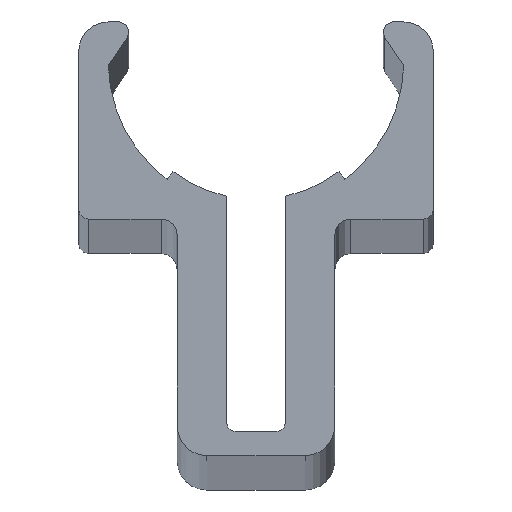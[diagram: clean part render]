
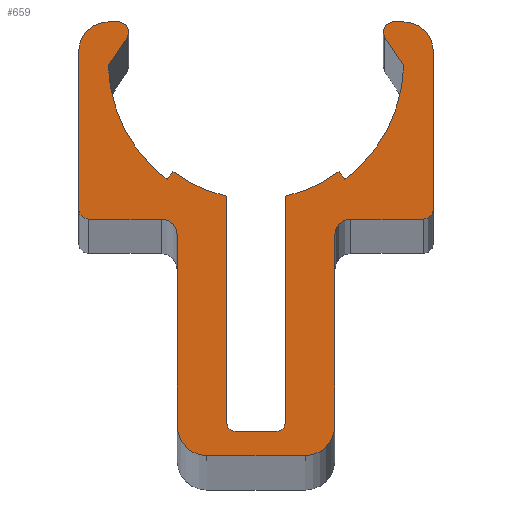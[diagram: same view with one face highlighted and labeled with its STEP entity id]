
A CAD part, top view. The second image highlights one B-rep face of the part: STEP entity #659.
In plain terms, the highlighted planar face has unit normal (0, 0, 1).
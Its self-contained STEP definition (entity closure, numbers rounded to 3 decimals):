
#29=PLANE($,#728);
#63=FACE_OUTER_BOUND($,#97,.T.);
#97=EDGE_LOOP($,(#547,#548,#549,#550,#551,#552,#553,#554,#555,#556,#557,
#558,#559,#560,#561,#562,#563,#564,#565,#566,#567,#568,#569,#570,#571,#572,
#573,#574,#575,#576,#577,#578));
#102=LINE($,#942,#166);
#106=LINE($,#954,#170);
#110=LINE($,#966,#174);
#114=LINE($,#978,#178);
#118=LINE($,#990,#182);
#122=LINE($,#1002,#186);
#126=LINE($,#1014,#190);
#130=LINE($,#1026,#194);
#134=LINE($,#1038,#198);
#138=LINE($,#1050,#202);
#142=LINE($,#1062,#206);
#146=LINE($,#1074,#210);
#150=LINE($,#1086,#214);
#154=LINE($,#1098,#218);
#158=LINE($,#1110,#222);
#162=LINE($,#1120,#226);
#166=VECTOR($,#743,0.5);
#170=VECTOR($,#755,1.736);
#174=VECTOR($,#767,0.56);
#178=VECTOR($,#779,8.);
#182=VECTOR($,#791,3.7);
#186=VECTOR($,#803,9.7);
#190=VECTOR($,#815,5.);
#194=VECTOR($,#827,9.7);
#198=VECTOR($,#839,3.7);
#202=VECTOR($,#851,8.);
#206=VECTOR($,#863,0.56);
#210=VECTOR($,#875,1.736);
#214=VECTOR($,#887,0.5);
#218=VECTOR($,#899,11.463);
#222=VECTOR($,#911,2.);
#226=VECTOR($,#923,11.463);
#228=CIRCLE($,#666,7.);
#230=CIRCLE($,#670,7.5);
#232=CIRCLE($,#674,0.5);
#234=CIRCLE($,#678,1.5);
#236=CIRCLE($,#682,0.5);
#238=CIRCLE($,#686,0.8);
#240=CIRCLE($,#690,1.5);
#242=CIRCLE($,#694,1.5);
#244=CIRCLE($,#698,0.8);
#246=CIRCLE($,#702,0.5);
#248=CIRCLE($,#706,1.5);
#250=CIRCLE($,#710,0.5);
#252=CIRCLE($,#714,7.5);
#254=CIRCLE($,#718,7.);
#256=CIRCLE($,#722,0.5);
#258=CIRCLE($,#726,0.5);
#261=VERTEX_POINT($,#933);
#262=VERTEX_POINT($,#935);
#264=VERTEX_POINT($,#941);
#266=VERTEX_POINT($,#947);
#268=VERTEX_POINT($,#953);
#270=VERTEX_POINT($,#959);
#272=VERTEX_POINT($,#965);
#274=VERTEX_POINT($,#971);
#276=VERTEX_POINT($,#977);
#278=VERTEX_POINT($,#983);
#280=VERTEX_POINT($,#989);
#282=VERTEX_POINT($,#995);
#284=VERTEX_POINT($,#1001);
#286=VERTEX_POINT($,#1007);
#288=VERTEX_POINT($,#1013);
#290=VERTEX_POINT($,#1019);
#292=VERTEX_POINT($,#1025);
#294=VERTEX_POINT($,#1031);
#296=VERTEX_POINT($,#1037);
#298=VERTEX_POINT($,#1043);
#300=VERTEX_POINT($,#1049);
#302=VERTEX_POINT($,#1055);
#304=VERTEX_POINT($,#1061);
#306=VERTEX_POINT($,#1067);
#308=VERTEX_POINT($,#1073);
#310=VERTEX_POINT($,#1079);
#312=VERTEX_POINT($,#1085);
#314=VERTEX_POINT($,#1091);
#316=VERTEX_POINT($,#1097);
#318=VERTEX_POINT($,#1103);
#320=VERTEX_POINT($,#1109);
#322=VERTEX_POINT($,#1115);
#325=EDGE_CURVE($,#262,#261,#228,.T.);
#328=EDGE_CURVE($,#264,#262,#102,.T.);
#331=EDGE_CURVE($,#266,#264,#230,.T.);
#334=EDGE_CURVE($,#268,#266,#106,.T.);
#337=EDGE_CURVE($,#270,#268,#232,.T.);
#340=EDGE_CURVE($,#272,#270,#110,.T.);
#343=EDGE_CURVE($,#274,#272,#234,.T.);
#346=EDGE_CURVE($,#276,#274,#114,.T.);
#349=EDGE_CURVE($,#278,#276,#236,.T.);
#352=EDGE_CURVE($,#280,#278,#118,.T.);
#355=EDGE_CURVE($,#282,#280,#238,.T.);
#358=EDGE_CURVE($,#284,#282,#122,.T.);
#361=EDGE_CURVE($,#286,#284,#240,.T.);
#364=EDGE_CURVE($,#288,#286,#126,.T.);
#367=EDGE_CURVE($,#290,#288,#242,.T.);
#370=EDGE_CURVE($,#292,#290,#130,.T.);
#373=EDGE_CURVE($,#294,#292,#244,.T.);
#376=EDGE_CURVE($,#296,#294,#134,.T.);
#379=EDGE_CURVE($,#298,#296,#246,.T.);
#382=EDGE_CURVE($,#300,#298,#138,.T.);
#385=EDGE_CURVE($,#302,#300,#248,.T.);
#388=EDGE_CURVE($,#304,#302,#142,.T.);
#391=EDGE_CURVE($,#306,#304,#250,.T.);
#394=EDGE_CURVE($,#308,#306,#146,.T.);
#397=EDGE_CURVE($,#310,#308,#252,.T.);
#400=EDGE_CURVE($,#312,#310,#150,.T.);
#403=EDGE_CURVE($,#314,#312,#254,.T.);
#406=EDGE_CURVE($,#316,#314,#154,.T.);
#409=EDGE_CURVE($,#318,#316,#256,.T.);
#412=EDGE_CURVE($,#320,#318,#158,.T.);
#415=EDGE_CURVE($,#322,#320,#258,.T.);
#418=EDGE_CURVE($,#261,#322,#162,.T.);
#547=ORIENTED_EDGE($,*,*,#418,.T.);
#548=ORIENTED_EDGE($,*,*,#415,.T.);
#549=ORIENTED_EDGE($,*,*,#412,.T.);
#550=ORIENTED_EDGE($,*,*,#409,.T.);
#551=ORIENTED_EDGE($,*,*,#406,.T.);
#552=ORIENTED_EDGE($,*,*,#403,.T.);
#553=ORIENTED_EDGE($,*,*,#400,.T.);
#554=ORIENTED_EDGE($,*,*,#397,.T.);
#555=ORIENTED_EDGE($,*,*,#394,.T.);
#556=ORIENTED_EDGE($,*,*,#391,.T.);
#557=ORIENTED_EDGE($,*,*,#388,.T.);
#558=ORIENTED_EDGE($,*,*,#385,.T.);
#559=ORIENTED_EDGE($,*,*,#382,.T.);
#560=ORIENTED_EDGE($,*,*,#379,.T.);
#561=ORIENTED_EDGE($,*,*,#376,.T.);
#562=ORIENTED_EDGE($,*,*,#373,.T.);
#563=ORIENTED_EDGE($,*,*,#370,.T.);
#564=ORIENTED_EDGE($,*,*,#367,.T.);
#565=ORIENTED_EDGE($,*,*,#364,.T.);
#566=ORIENTED_EDGE($,*,*,#361,.T.);
#567=ORIENTED_EDGE($,*,*,#358,.T.);
#568=ORIENTED_EDGE($,*,*,#355,.T.);
#569=ORIENTED_EDGE($,*,*,#352,.T.);
#570=ORIENTED_EDGE($,*,*,#349,.T.);
#571=ORIENTED_EDGE($,*,*,#346,.T.);
#572=ORIENTED_EDGE($,*,*,#343,.T.);
#573=ORIENTED_EDGE($,*,*,#340,.T.);
#574=ORIENTED_EDGE($,*,*,#337,.T.);
#575=ORIENTED_EDGE($,*,*,#334,.T.);
#576=ORIENTED_EDGE($,*,*,#331,.T.);
#577=ORIENTED_EDGE($,*,*,#328,.T.);
#578=ORIENTED_EDGE($,*,*,#325,.T.);
#659=ADVANCED_FACE($,(#63),#29,.T.);
#666=AXIS2_PLACEMENT_3D($,#936,#737,#738);
#670=AXIS2_PLACEMENT_3D($,#948,#749,#750);
#674=AXIS2_PLACEMENT_3D($,#960,#761,#762);
#678=AXIS2_PLACEMENT_3D($,#972,#773,#774);
#682=AXIS2_PLACEMENT_3D($,#984,#785,#786);
#686=AXIS2_PLACEMENT_3D($,#996,#797,#798);
#690=AXIS2_PLACEMENT_3D($,#1008,#809,#810);
#694=AXIS2_PLACEMENT_3D($,#1020,#821,#822);
#698=AXIS2_PLACEMENT_3D($,#1032,#833,#834);
#702=AXIS2_PLACEMENT_3D($,#1044,#845,#846);
#706=AXIS2_PLACEMENT_3D($,#1056,#857,#858);
#710=AXIS2_PLACEMENT_3D($,#1068,#869,#870);
#714=AXIS2_PLACEMENT_3D($,#1080,#881,#882);
#718=AXIS2_PLACEMENT_3D($,#1092,#893,#894);
#722=AXIS2_PLACEMENT_3D($,#1104,#905,#906);
#726=AXIS2_PLACEMENT_3D($,#1116,#917,#918);
#728=AXIS2_PLACEMENT_3D($,#1121,#924,#925);
#737=DIRECTION('center_axis',(0.,0.,-1.));
#738=DIRECTION('ref_axis',(-0.214,0.977,0.));
#743=DIRECTION($,(-0.602,0.799,0.));
#749=DIRECTION('center_axis',(0.,0.,-1.));
#750=DIRECTION('ref_axis',(-0.602,0.799,0.));
#755=DIRECTION($,(0.559,-0.829,0.));
#761=DIRECTION('center_axis',(0.,0.,1.));
#762=DIRECTION('ref_axis',(0.,1.,0.));
#767=DIRECTION($,(-1.,0.,0.));
#773=DIRECTION('center_axis',(0.,0.,1.));
#774=DIRECTION('ref_axis',(1.,0.,0.));
#779=DIRECTION($,(0.,1.,0.));
#785=DIRECTION('center_axis',(0.,0.,1.));
#786=DIRECTION('ref_axis',(0.,-1.,0.));
#791=DIRECTION($,(1.,0.,0.));
#797=DIRECTION('center_axis',(0.,0.,-1.));
#798=DIRECTION('ref_axis',(0.,-1.,0.));
#803=DIRECTION($,(0.,1.,0.));
#809=DIRECTION('center_axis',(0.,0.,1.));
#810=DIRECTION('ref_axis',(0.,-1.,0.));
#815=DIRECTION($,(1.,0.,0.));
#821=DIRECTION('center_axis',(0.,0.,1.));
#822=DIRECTION('ref_axis',(-1.,0.,0.));
#827=DIRECTION($,(0.,-1.,0.));
#833=DIRECTION('center_axis',(0.,0.,-1.));
#834=DIRECTION('ref_axis',(-1.,0.,0.));
#839=DIRECTION($,(1.,0.,0.));
#845=DIRECTION('center_axis',(0.,0.,1.));
#846=DIRECTION('ref_axis',(-1.,0.,0.));
#851=DIRECTION($,(0.,-1.,0.));
#857=DIRECTION('center_axis',(0.,0.,1.));
#858=DIRECTION('ref_axis',(0.,1.,0.));
#863=DIRECTION($,(-1.,0.,0.));
#869=DIRECTION('center_axis',(0.,0.,1.));
#870=DIRECTION('ref_axis',(0.829,-0.559,0.));
#875=DIRECTION($,(0.559,0.829,0.));
#881=DIRECTION('center_axis',(0.,0.,-1.));
#882=DIRECTION('ref_axis',(1.,0.029,0.));
#887=DIRECTION($,(-0.602,-0.799,0.));
#893=DIRECTION('center_axis',(0.,0.,-1.));
#894=DIRECTION('ref_axis',(0.602,0.799,0.));
#899=DIRECTION($,(0.,1.,0.));
#905=DIRECTION('center_axis',(0.,0.,-1.));
#906=DIRECTION('ref_axis',(1.,0.,0.));
#911=DIRECTION($,(-1.,0.,0.));
#917=DIRECTION('center_axis',(0.,0.,-1.));
#918=DIRECTION('ref_axis',(0.,1.,0.));
#923=DIRECTION($,(0.,-1.,0.));
#924=DIRECTION('center_axis',(0.,0.,1.));
#925=DIRECTION('ref_axis',(1.,0.,0.));
#933=CARTESIAN_POINT('',(4.,13.163,1000.));
#935=CARTESIAN_POINT('',(6.713,14.41,1000.));
#936=CARTESIAN_POINT('Origin',(2.5,20.,1000.));
#941=CARTESIAN_POINT('',(7.014,14.01,1000.));
#942=CARTESIAN_POINT($,(7.014,14.01,1000.));
#947=CARTESIAN_POINT('',(9.997,19.781,1000.));
#948=CARTESIAN_POINT('Origin',(2.5,20.,1000.));
#953=CARTESIAN_POINT('',(9.026,21.22,1000.));
#954=CARTESIAN_POINT($,(9.026,21.22,1000.));
#959=CARTESIAN_POINT('',(9.44,22.,1000.));
#960=CARTESIAN_POINT('Origin',(9.44,21.5,1000.));
#965=CARTESIAN_POINT('',(10.,22.,1000.));
#966=CARTESIAN_POINT($,(10.,22.,1000.));
#971=CARTESIAN_POINT('',(11.5,20.5,1000.));
#972=CARTESIAN_POINT('Origin',(10.,20.5,1000.));
#977=CARTESIAN_POINT('',(11.5,12.5,1000.));
#978=CARTESIAN_POINT($,(11.5,12.5,1000.));
#983=CARTESIAN_POINT('',(11.,12.,1000.));
#984=CARTESIAN_POINT('Origin',(11.,12.5,1000.));
#989=CARTESIAN_POINT('',(7.3,12.,1000.));
#990=CARTESIAN_POINT($,(7.3,12.,1000.));
#995=CARTESIAN_POINT('',(6.5,11.2,1000.));
#996=CARTESIAN_POINT('Origin',(7.3,11.2,1000.));
#1001=CARTESIAN_POINT('',(6.5,1.5,1000.));
#1002=CARTESIAN_POINT($,(6.5,1.5,1000.));
#1007=CARTESIAN_POINT('',(5.,0.,1000.));
#1008=CARTESIAN_POINT('Origin',(5.,1.5,1000.));
#1013=CARTESIAN_POINT('',(0.,0.,1000.));
#1014=CARTESIAN_POINT($,(0.,0.,1000.));
#1019=CARTESIAN_POINT('',(-1.5,1.5,1000.));
#1020=CARTESIAN_POINT('Origin',(0.,1.5,1000.));
#1025=CARTESIAN_POINT('',(-1.5,11.2,1000.));
#1026=CARTESIAN_POINT($,(-1.5,11.2,1000.));
#1031=CARTESIAN_POINT('',(-2.3,12.,1000.));
#1032=CARTESIAN_POINT('Origin',(-2.3,11.2,1000.));
#1037=CARTESIAN_POINT('',(-6.,12.,1000.));
#1038=CARTESIAN_POINT($,(-6.,12.,1000.));
#1043=CARTESIAN_POINT('',(-6.5,12.5,1000.));
#1044=CARTESIAN_POINT('Origin',(-6.,12.5,1000.));
#1049=CARTESIAN_POINT('',(-6.5,20.5,1000.));
#1050=CARTESIAN_POINT($,(-6.5,20.5,1000.));
#1055=CARTESIAN_POINT('',(-5.,22.,1000.));
#1056=CARTESIAN_POINT('Origin',(-5.,20.5,1000.));
#1061=CARTESIAN_POINT('',(-4.44,22.,1000.));
#1062=CARTESIAN_POINT($,(-4.44,22.,1000.));
#1067=CARTESIAN_POINT('',(-4.026,21.22,1000.));
#1068=CARTESIAN_POINT('Origin',(-4.44,21.5,1000.));
#1073=CARTESIAN_POINT('',(-4.997,19.781,1000.));
#1074=CARTESIAN_POINT($,(-4.997,19.781,1000.));
#1079=CARTESIAN_POINT('',(-2.014,14.01,1000.));
#1080=CARTESIAN_POINT('Origin',(2.5,20.,1000.));
#1085=CARTESIAN_POINT('',(-1.713,14.41,1000.));
#1086=CARTESIAN_POINT($,(-1.713,14.41,1000.));
#1091=CARTESIAN_POINT('',(1.,13.163,1000.));
#1092=CARTESIAN_POINT('Origin',(2.5,20.,1000.));
#1097=CARTESIAN_POINT('',(1.,1.7,1000.));
#1098=CARTESIAN_POINT($,(1.,1.7,1000.));
#1103=CARTESIAN_POINT('',(1.5,1.2,1000.));
#1104=CARTESIAN_POINT('Origin',(1.5,1.7,1000.));
#1109=CARTESIAN_POINT('',(3.5,1.2,1000.));
#1110=CARTESIAN_POINT($,(3.5,1.2,1000.));
#1115=CARTESIAN_POINT('',(4.,1.7,1000.));
#1116=CARTESIAN_POINT('Origin',(3.5,1.7,1000.));
#1120=CARTESIAN_POINT($,(4.,13.163,1000.));
#1121=CARTESIAN_POINT('Origin',(2.5,10.767,1000.));
